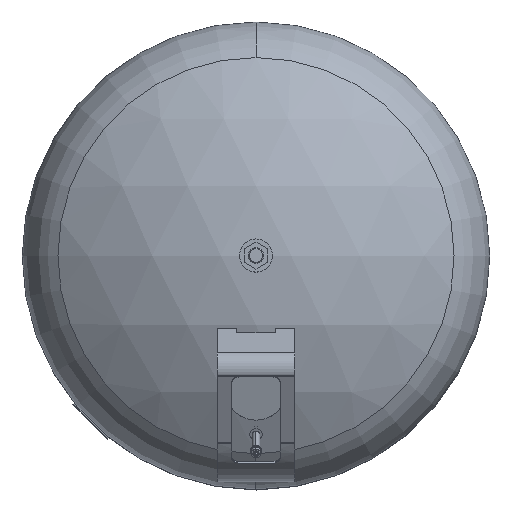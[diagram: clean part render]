
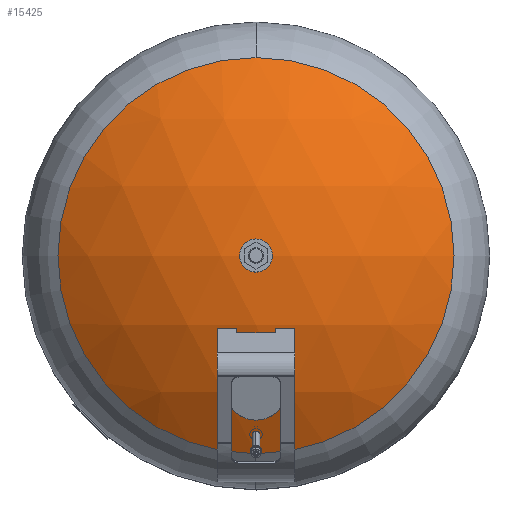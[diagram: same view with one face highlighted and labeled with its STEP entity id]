
A CAD part, top view. The second image highlights one B-rep face of the part: STEP entity #15425.
In plain terms, the highlighted spherical face has radius 354.5 mm.
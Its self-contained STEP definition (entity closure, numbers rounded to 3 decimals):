
#15364=CARTESIAN_POINT('',(0.,203.326,635.894));
#15365=VERTEX_POINT('',#15364);
#15381=CARTESIAN_POINT('',(0.,-203.326,635.894));
#15382=VERTEX_POINT('',#15381);
#15390=CARTESIAN_POINT('',(-203.326,0.,635.894));
#15391=VERTEX_POINT('',#15390);
#15392=CARTESIAN_POINT('',(0.,0.,635.894));
#15393=DIRECTION('',(0.0,0.0,-1.0));
#15394=DIRECTION('',(-1.0,0.0,0.0));
#15395=AXIS2_PLACEMENT_3D('',#15392,#15393,#15394);
#15396=CIRCLE('',#15395,203.326);
#15397=EDGE_CURVE('',#15382,#15391,#15396,.T.);
#15399=CARTESIAN_POINT('',(0.,0.,635.894));
#15400=DIRECTION('',(0.0,0.0,-1.0));
#15401=DIRECTION('',(-1.0,0.0,0.0));
#15402=AXIS2_PLACEMENT_3D('',#15399,#15400,#15401);
#15403=CIRCLE('',#15402,203.326);
#15404=EDGE_CURVE('',#15391,#15365,#15403,.T.);
#15409=CARTESIAN_POINT('',(0.,0.,345.5));
#15410=DIRECTION('',(0.0,1.0,0.0));
#15411=DIRECTION('',(1.0,0.0,0.0));
#15412=AXIS2_PLACEMENT_3D('',#15409,#15410,#15411);
#15413=SPHERICAL_SURFACE('',#15412,354.5);
#15414=ORIENTED_EDGE('',*,*,#15404,.F.);
#15415=ORIENTED_EDGE('',*,*,#15397,.F.);
#15416=CARTESIAN_POINT('',(0.,0.,635.894));
#15417=DIRECTION('',(0.0,0.0,-1.0));
#15418=DIRECTION('',(-1.0,0.0,0.0));
#15419=AXIS2_PLACEMENT_3D('',#15416,#15417,#15418);
#15420=CIRCLE('',#15419,203.326);
#15421=EDGE_CURVE('',#15365,#15382,#15420,.T.);
#15422=ORIENTED_EDGE('',*,*,#15421,.F.);
#15423=EDGE_LOOP('',(#15414,#15415,#15422));
#15424=FACE_OUTER_BOUND('',#15423,.T.);
#15425=ADVANCED_FACE('',(#15424),#15413,.T.);
